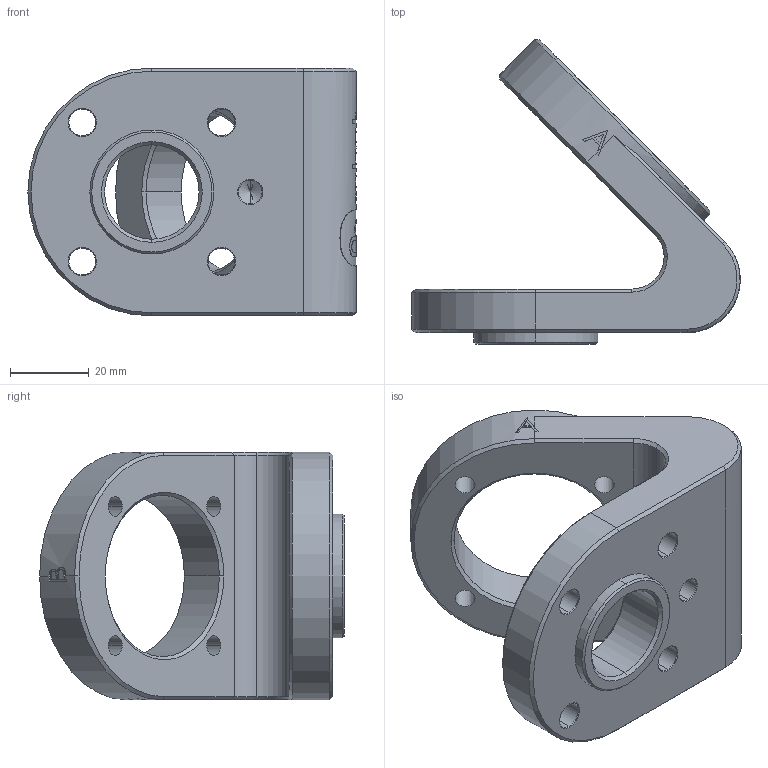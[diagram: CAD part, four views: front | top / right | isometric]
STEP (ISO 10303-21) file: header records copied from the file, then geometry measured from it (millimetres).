
FILE_DESCRIPTION (( 'STEP AP214' ), '1' );
FILE_NAME ('Angle Bracket 45°_STEP.STEP', '2023-11-15T13:47:01', ( '' ), ( '' ), 'SwSTEP 2.0', 'SolidWorks 2019', '' );
FILE_SCHEMA (( 'AUTOMOTIVE_DESIGN' ));
Length unit declared in the file: millimetre
Products named in the file (1): Angle Bracket 45°_STEP
Bounding box: 83.41 x 77.43 x 63 mm (x, y, z)
Volume: 88080.5 mm3; surface area: 23732 mm2
Topology: 1 solids, 1 shells, 281 faces, 703 edges, 441 vertices
Faces by surface type: bspline 83, plane 77, cylinder 63, cone 58
Entity records: 12536 total; most frequent: CARTESIAN_POINT 6121, ORIENTED_EDGE 1386, DIRECTION 1094, EDGE_CURVE 693, VERTEX_POINT 441, AXIS2_PLACEMENT_3D 405, EDGE_LOOP 328, LINE 284
